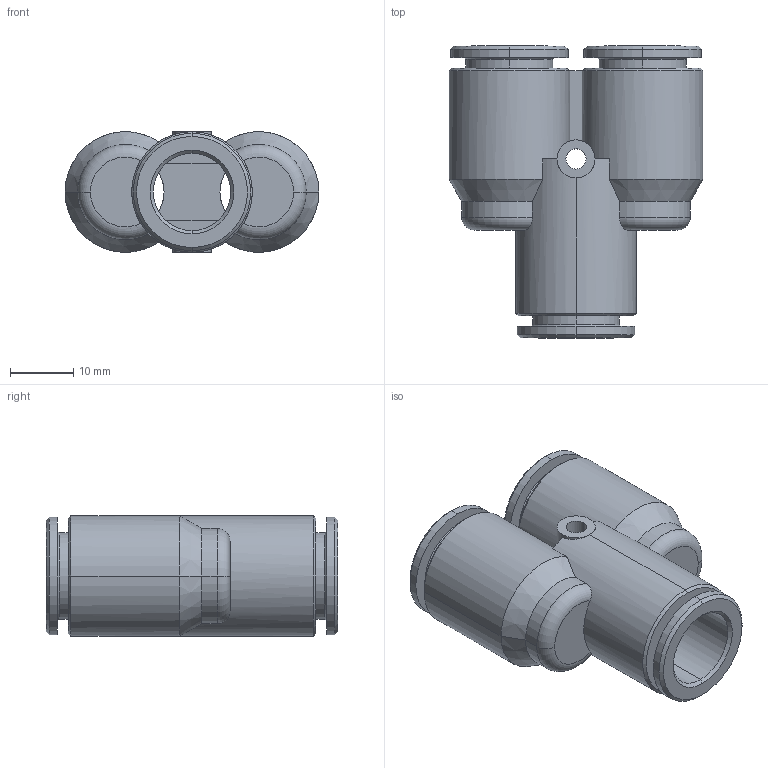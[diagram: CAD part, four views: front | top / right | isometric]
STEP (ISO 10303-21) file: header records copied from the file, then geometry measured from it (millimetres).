
FILE_DESCRIPTION(( 'RT.29.12.12.STEP' ), '1');
FILE_NAME( 'RT.29.12.12.STEP', '2018-10-08T17:20:38',( 'Sopra'),('sopra-pneumatic.com'), 'SwSTEP 2.0','SolidWorks 2009','' );
FILE_SCHEMA (( 'CONFIG_CONTROL_DESIGN' ));
Length unit declared in the file: millimetre
Products named in the file (1): B0196060
Bounding box: 40 x 46 x 19 mm (x, y, z)
Volume: 12094.6 mm3; surface area: 8792.3 mm2
Topology: 1 solids, 1 shells, 99 faces, 228 edges, 136 vertices
Faces by surface type: cylinder 38, plane 29, cone 28, torus 4
Entity records: 3067 total; most frequent: CARTESIAN_POINT 674, DIRECTION 534, ORIENTED_EDGE 456, EDGE_CURVE 228, AXIS2_PLACEMENT_3D 222, VERTEX_POINT 136, CIRCLE 122, EDGE_LOOP 110
